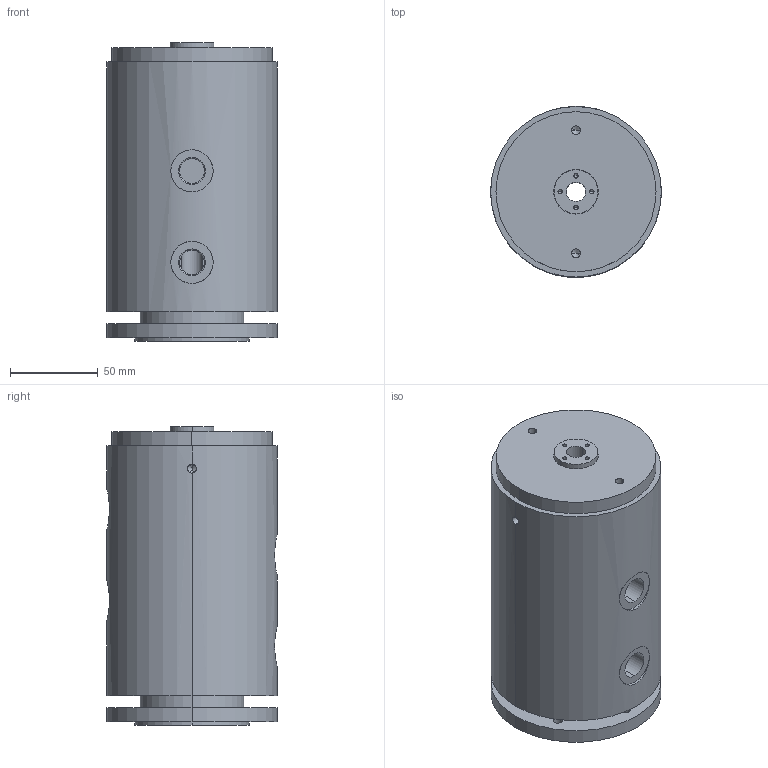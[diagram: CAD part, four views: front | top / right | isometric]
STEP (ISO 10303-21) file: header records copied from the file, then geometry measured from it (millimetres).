
FILE_DESCRIPTION (( 'STEP AP203' ), '1' );
FILE_NAME ('RQ400-04.STEP', '2020-07-28T09:59:06', ( '微软用户' ), ( '微软中国' ), 'SwSTEP 2.0', 'SolidWorks 2014', '' );
FILE_SCHEMA (( 'CONFIG_CONTROL_DESIGN' ));
Length unit declared in the file: millimetre
Products named in the file (1): RQ400-04
Bounding box: 97 x 97 x 170 mm (x, y, z)
Volume: 1118930.4 mm3; surface area: 95722.7 mm2
Topology: 1 solids, 1 shells, 142 faces, 326 edges, 192 vertices
Faces by surface type: cylinder 88, cone 32, plane 22
Entity records: 4617 total; most frequent: CARTESIAN_POINT 1295, DIRECTION 732, ORIENTED_EDGE 620, EDGE_CURVE 310, AXIS2_PLACEMENT_3D 303, VERTEX_POINT 192, EDGE_LOOP 182, CIRCLE 160
